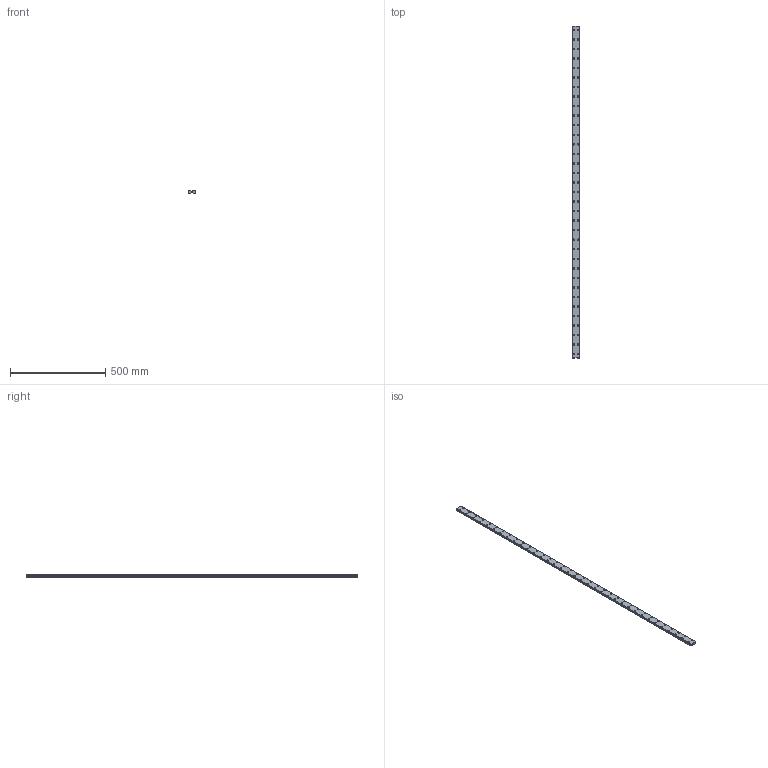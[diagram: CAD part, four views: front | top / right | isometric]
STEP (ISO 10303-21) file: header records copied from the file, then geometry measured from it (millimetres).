
FILE_DESCRIPTION(('STEP AP214'),'1');
FILE_NAME('cctmp_7B89E2B3-E853-4844-8E7D-B329AAF4376C_2021_03_03_12_20_01_0829..stp','2021-03-03T11:20:02',('HIWIN GmbH'),('CADClick - www.CADClick.com'),'Spatial InterOp 3D',' ','unknown authorization');
FILE_SCHEMA(('AUTOMOTIVE_DESIGN'));
Length unit declared in the file: millimetre
Products named in the file (1): WER21R1740H_FILE
Bounding box: 37 x 1740 x 11 mm (x, y, z)
Volume: 644692.2 mm3; surface area: 188687.8 mm2
Topology: 1 solids, 1 shells, 733 faces, 1551 edges, 1034 vertices
Faces by surface type: cylinder 438, plane 295
Entity records: 25989 total; most frequent: DIRECTION 3895, CARTESIAN_POINT 3319, ORIENTED_EDGE 3102, AXIS2_PLACEMENT_3D 1610, EDGE_CURVE 1551, VERTEX_POINT 1034, EDGE_LOOP 947, CIRCLE 876
